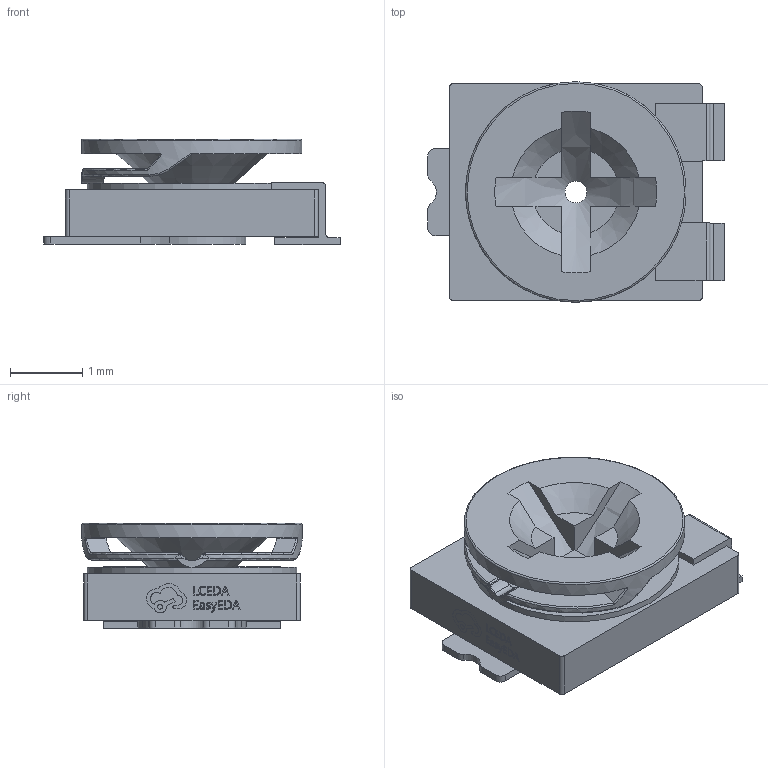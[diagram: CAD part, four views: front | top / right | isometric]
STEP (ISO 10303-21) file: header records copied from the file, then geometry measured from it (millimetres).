
FILE_DESCRIPTION(/* description */ (''),/* implementation_level */ '2;1');
FILE_NAME(/* name */ '3_3MM SMD Variable Resistor.step',/* time_stamp */ '2023-02-17T22:42:40+08:00',/* author */ (''),/* organization */ (''),/* preprocessor_version */ 'ST-DEVELOPER v19.2',/* originating_system */ 'Autodesk Translation Framework v11.17.0.187',/* authorisation */ '');
FILE_SCHEMA (('AUTOMOTIVE_DESIGN { 1 0 10303 214 3 1 1 }'));
Length unit declared in the file: millimetre
Products named in the file (4): (Unsaved); R1; RES-ADJ-SMD_VG039NCH; COMPOUND (1)
Assembly tree (3 placements, depth 4):
  (Unsaved)
    R1
      RES-ADJ-SMD_VG039NCH
        COMPOUND (1)
Bounding box: 4.11 x 3.05 x 1.46 mm (x, y, z)
Volume: 9.3 mm3; surface area: 61.8 mm2
Topology: 3 solids, 3 shells, 347 faces, 944 edges, 624 vertices
Faces by surface type: plane 194, bspline 112, cylinder 30, cone 6, torus 5
Full cylindrical faces by diameter (mm): 0.3 x1, 3.05 x1
Entity records: 12239 total; most frequent: CARTESIAN_POINT 3460, ORIENTED_EDGE 1888, DIRECTION 1490, EDGE_CURVE 944, VERTEX_POINT 624, LINE 596, VECTOR 596, AXIS2_PLACEMENT_3D 447
